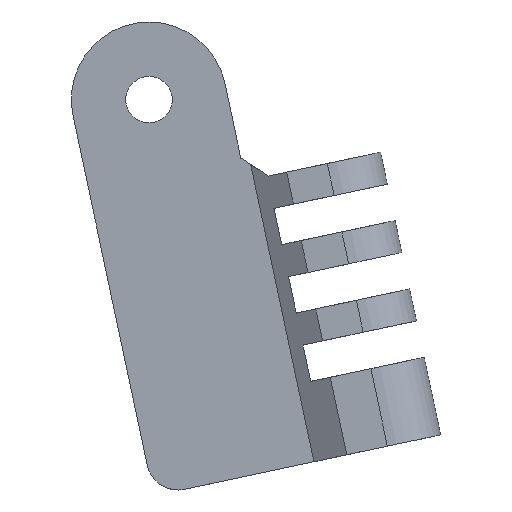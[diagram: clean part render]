
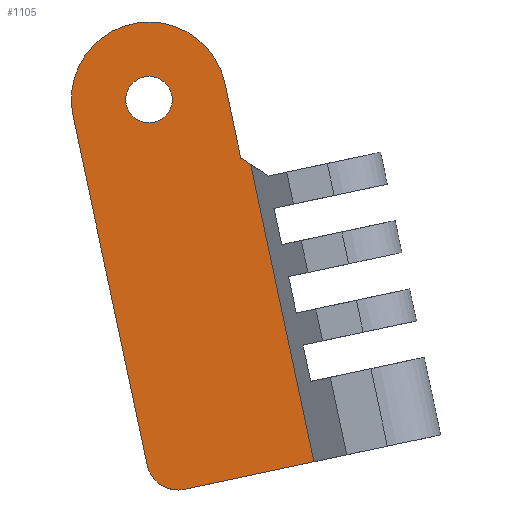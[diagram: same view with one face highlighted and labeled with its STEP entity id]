
A CAD part, front view. The second image highlights one B-rep face of the part: STEP entity #1105.
In plain terms, the highlighted planar face has unit normal (0, -1, 0).
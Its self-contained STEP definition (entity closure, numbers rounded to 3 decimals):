
#21 = CIRCLE ( 'NONE', #1828, 1.5 ) ;
#27 = DIRECTION ( 'NONE',  ( 0., 0., 1. ) ) ;
#41 = ORIENTED_EDGE ( 'NONE', *, *, #152, .F. ) ;
#50 = CARTESIAN_POINT ( 'NONE',  ( 0., 5.445, -2. ) ) ;
#51 = VECTOR ( 'NONE', #1258, 1000. ) ;
#59 = CIRCLE ( 'NONE', #1439, 5. ) ;
#79 = DIRECTION ( 'NONE',  ( 0., 1., 0. ) ) ;
#94 = ORIENTED_EDGE ( 'NONE', *, *, #1973, .T. ) ;
#102 = CARTESIAN_POINT ( 'NONE',  ( 0., 5.445, -2. ) ) ;
#114 = CARTESIAN_POINT ( 'NONE',  ( -4.891, 5.445, -3.04 ) ) ;
#152 = EDGE_CURVE ( 'NONE', #1315, #1911, #868, .T. ) ;
#259 = CARTESIAN_POINT ( 'NONE',  ( 0., 5.445, -2. ) ) ;
#292 = CARTESIAN_POINT ( 'NONE',  ( 5.911, 5.445, -5.763 ) ) ;
#367 = DIRECTION ( 'NONE',  ( 0., 0., 1. ) ) ;
#380 = DIRECTION ( 'NONE',  ( 0., 1., 0. ) ) ;
#461 = CARTESIAN_POINT ( 'NONE',  ( 0.035, 5.445, -1.946 ) ) ;
#486 = DIRECTION ( 'NONE',  ( 0., 1., 0. ) ) ;
#503 = CARTESIAN_POINT ( 'NONE',  ( 0., 5.445, -0.5 ) ) ;
#510 = VECTOR ( 'NONE', #1659, 1000. ) ;
#514 = VECTOR ( 'NONE', #2347, 1000. ) ;
#544 = AXIS2_PLACEMENT_3D ( 'NONE', #50, #380, #27 ) ;
#573 = LINE ( 'NONE', #1688, #510 ) ;
#633 = CARTESIAN_POINT ( 'NONE',  ( 6.546, 5.445, -6.175 ) ) ;
#637 = CARTESIAN_POINT ( 'NONE',  ( 0., 5.445, -2. ) ) ;
#720 = LINE ( 'NONE', #1426, #514 ) ;
#737 = DIRECTION ( 'NONE',  ( 0., -1., 0. ) ) ;
#868 = LINE ( 'NONE', #1610, #51 ) ;
#891 = CARTESIAN_POINT ( 'NONE',  ( 0., 5.445, -2. ) ) ;
#908 = FACE_OUTER_BOUND ( 'NONE', #1168, .T. ) ;
#944 = VERTEX_POINT ( 'NONE', #1605 ) ;
#954 = FACE_BOUND ( 'NONE', #2037, .T. ) ;
#995 = ORIENTED_EDGE ( 'NONE', *, *, #2386, .F. ) ;
#1045 = EDGE_CURVE ( 'NONE', #1140, #1187, #573, .T. ) ;
#1054 = VECTOR ( 'NONE', #1847, 1000. ) ;
#1094 = CIRCLE ( 'NONE', #1633, 1.5 ) ;
#1105 = ADVANCED_FACE ( 'NONE', ( #954, #908 ), #2066, .F. ) ;
#1140 = VERTEX_POINT ( 'NONE', #1879 ) ;
#1152 = CARTESIAN_POINT ( 'NONE',  ( 0., 5.445, 3. ) ) ;
#1168 = EDGE_LOOP ( 'NONE', ( #1794, #1348, #2330, #1499, #2213, #41, #995, #2236 ) ) ;
#1181 = DIRECTION ( 'NONE',  ( 0., 1., 0. ) ) ;
#1187 = VERTEX_POINT ( 'NONE', #633 ) ;
#1205 = VERTEX_POINT ( 'NONE', #1152 ) ;
#1246 = AXIS2_PLACEMENT_3D ( 'NONE', #1463, #737, #367 ) ;
#1258 = DIRECTION ( 'NONE',  ( 0.208, 0., -0.978 ) ) ;
#1288 = CIRCLE ( 'NONE', #1913, 5. ) ;
#1307 = VERTEX_POINT ( 'NONE', #503 ) ;
#1315 = VERTEX_POINT ( 'NONE', #2363 ) ;
#1335 = ORIENTED_EDGE ( 'NONE', *, *, #1992, .T. ) ;
#1348 = ORIENTED_EDGE ( 'NONE', *, *, #1490, .T. ) ;
#1364 = DIRECTION ( 'NONE',  ( 0., 0., 1. ) ) ;
#1412 = VERTEX_POINT ( 'NONE', #1443 ) ;
#1426 = CARTESIAN_POINT ( 'NONE',  ( 0.309, 5.445, -27.503 ) ) ;
#1439 = AXIS2_PLACEMENT_3D ( 'NONE', #102, #486, #1543 ) ;
#1443 = CARTESIAN_POINT ( 'NONE',  ( 2.265, 5.445, -27.087 ) ) ;
#1463 = CARTESIAN_POINT ( 'NONE',  ( 1.85, 5.445, -25.13 ) ) ;
#1490 = EDGE_CURVE ( 'NONE', #1583, #1412, #2329, .T. ) ;
#1499 = ORIENTED_EDGE ( 'NONE', *, *, #1045, .T. ) ;
#1543 = DIRECTION ( 'NONE',  ( 0., 0., 1. ) ) ;
#1583 = VERTEX_POINT ( 'NONE', #1937 ) ;
#1605 = CARTESIAN_POINT ( 'NONE',  ( 0., 5.445, -3.5 ) ) ;
#1610 = CARTESIAN_POINT ( 'NONE',  ( 10.091, 5.445, -25.423 ) ) ;
#1611 = DIRECTION ( 'NONE',  ( 0., 1., 0. ) ) ;
#1615 = EDGE_CURVE ( 'NONE', #1187, #1911, #2073, .T. ) ;
#1633 = AXIS2_PLACEMENT_3D ( 'NONE', #637, #1181, #1949 ) ;
#1659 = DIRECTION ( 'NONE',  ( -0.208, 0., 0.978 ) ) ;
#1666 = LINE ( 'NONE', #1703, #1054 ) ;
#1688 = CARTESIAN_POINT ( 'NONE',  ( 5.414, 5.445, -0.849 ) ) ;
#1694 = EDGE_CURVE ( 'NONE', #1140, #1412, #720, .T. ) ;
#1703 = CARTESIAN_POINT ( 'NONE',  ( -4.891, 5.445, -3.04 ) ) ;
#1713 = VECTOR ( 'NONE', #2144, 1000. ) ;
#1794 = ORIENTED_EDGE ( 'NONE', *, *, #1831, .F. ) ;
#1802 = DIRECTION ( 'NONE',  ( 0., 0., 1. ) ) ;
#1828 = AXIS2_PLACEMENT_3D ( 'NONE', #259, #79, #1364 ) ;
#1831 = EDGE_CURVE ( 'NONE', #1583, #1960, #1666, .T. ) ;
#1847 = DIRECTION ( 'NONE',  ( -0.208, 0., 0.978 ) ) ;
#1879 = CARTESIAN_POINT ( 'NONE',  ( 10.614, 5.445, -25.312 ) ) ;
#1887 = EDGE_CURVE ( 'NONE', #1960, #1205, #59, .T. ) ;
#1911 = VERTEX_POINT ( 'NONE', #292 ) ;
#1913 = AXIS2_PLACEMENT_3D ( 'NONE', #891, #1611, #1802 ) ;
#1937 = CARTESIAN_POINT ( 'NONE',  ( -0.107, 5.445, -25.546 ) ) ;
#1949 = DIRECTION ( 'NONE',  ( 0., 0., 1. ) ) ;
#1960 = VERTEX_POINT ( 'NONE', #114 ) ;
#1973 = EDGE_CURVE ( 'NONE', #1307, #944, #21, .T. ) ;
#1992 = EDGE_CURVE ( 'NONE', #944, #1307, #1094, .T. ) ;
#2037 = EDGE_LOOP ( 'NONE', ( #94, #1335 ) ) ;
#2066 = PLANE ( 'NONE',  #544 ) ;
#2073 = LINE ( 'NONE', #461, #1713 ) ;
#2144 = DIRECTION ( 'NONE',  ( -0.839, 0., 0.545 ) ) ;
#2213 = ORIENTED_EDGE ( 'NONE', *, *, #1615, .T. ) ;
#2236 = ORIENTED_EDGE ( 'NONE', *, *, #1887, .F. ) ;
#2329 = CIRCLE ( 'NONE', #1246, 2. ) ;
#2330 = ORIENTED_EDGE ( 'NONE', *, *, #1694, .F. ) ;
#2347 = DIRECTION ( 'NONE',  ( -0.978, 0., -0.208 ) ) ;
#2363 = CARTESIAN_POINT ( 'NONE',  ( 4.891, 5.445, -0.96 ) ) ;
#2386 = EDGE_CURVE ( 'NONE', #1205, #1315, #1288, .T. ) ;
